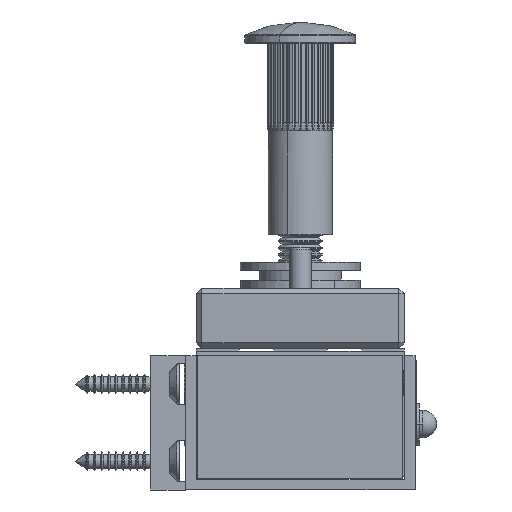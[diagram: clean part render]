
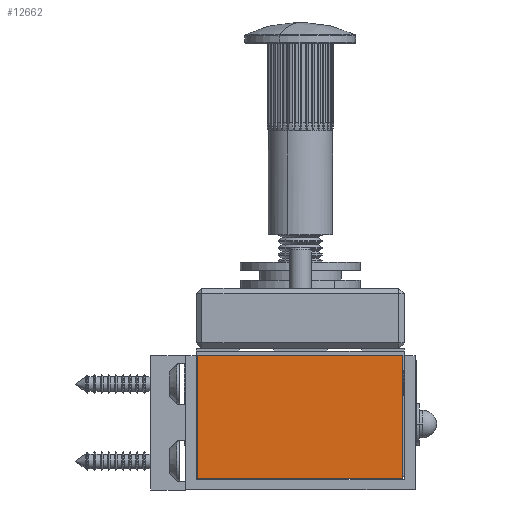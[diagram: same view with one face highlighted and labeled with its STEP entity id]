
A CAD part, left-side view. The second image highlights one B-rep face of the part: STEP entity #12662.
In plain terms, the highlighted planar face has unit normal (-1, 0, 0).
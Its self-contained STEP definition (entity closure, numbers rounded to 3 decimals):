
#3267 = CARTESIAN_POINT ( 'NONE',  ( -142.437, -8.083, -10. ) ) ;
#6759 = DIRECTION ( 'NONE',  ( 0., 0., -1. ) ) ;
#9509 = VERTEX_POINT ( 'NONE', #24147 ) ;
#11725 = LINE ( 'NONE', #3267, #53085 ) ;
#12441 = EDGE_CURVE ( 'NONE', #50154, #21562, #24453, .T. ) ;
#12662 = ADVANCED_FACE ( 'NONE', ( #35481 ), #49475, .T. ) ;
#12703 = DIRECTION ( 'NONE',  ( 0., 1., 0. ) ) ;
#17632 = CARTESIAN_POINT ( 'NONE',  ( -142.437, -8.083, 12.5 ) ) ;
#18503 = ORIENTED_EDGE ( 'NONE', *, *, #34039, .T. ) ;
#19846 = VECTOR ( 'NONE', #53090, 1000. ) ;
#20639 = AXIS2_PLACEMENT_3D ( 'NONE', #48628, #48899, #48346 ) ;
#21562 = VERTEX_POINT ( 'NONE', #26228 ) ;
#21999 = LINE ( 'NONE', #33997, #53401 ) ;
#23101 = ORIENTED_EDGE ( 'NONE', *, *, #36015, .T. ) ;
#24147 = CARTESIAN_POINT ( 'NONE',  ( -142.437, -8.083, -10. ) ) ;
#24453 = LINE ( 'NONE', #28102, #28896 ) ;
#26228 = CARTESIAN_POINT ( 'NONE',  ( -142.437, 29.417, -10. ) ) ;
#27465 = EDGE_CURVE ( 'NONE', #9509, #37578, #52806, .T. ) ;
#28102 = CARTESIAN_POINT ( 'NONE',  ( -142.437, 29.417, 12.5 ) ) ;
#28896 = VECTOR ( 'NONE', #6759, 1000. ) ;
#33788 = CARTESIAN_POINT ( 'NONE',  ( -142.437, 29.417, 12.5 ) ) ;
#33997 = CARTESIAN_POINT ( 'NONE',  ( -142.437, -8.083, 12.5 ) ) ;
#34039 = EDGE_CURVE ( 'NONE', #21562, #9509, #11725, .T. ) ;
#35481 = FACE_OUTER_BOUND ( 'NONE', #37167, .T. ) ;
#36015 = EDGE_CURVE ( 'NONE', #37578, #50154, #21999, .T. ) ;
#37167 = EDGE_LOOP ( 'NONE', ( #23101, #54509, #18503, #47611 ) ) ;
#37578 = VERTEX_POINT ( 'NONE', #17632 ) ;
#46412 = DIRECTION ( 'NONE',  ( 0., -1., 0. ) ) ;
#47611 = ORIENTED_EDGE ( 'NONE', *, *, #27465, .T. ) ;
#48346 = DIRECTION ( 'NONE',  ( 0., 0., -1. ) ) ;
#48628 = CARTESIAN_POINT ( 'NONE',  ( -142.437, 29.417, 12.5 ) ) ;
#48899 = DIRECTION ( 'NONE',  ( -1., 0., 0. ) ) ;
#49157 = CARTESIAN_POINT ( 'NONE',  ( -142.437, -8.083, 12.5 ) ) ;
#49475 = PLANE ( 'NONE',  #20639 ) ;
#50154 = VERTEX_POINT ( 'NONE', #33788 ) ;
#52806 = LINE ( 'NONE', #49157, #19846 ) ;
#53085 = VECTOR ( 'NONE', #46412, 1000. ) ;
#53090 = DIRECTION ( 'NONE',  ( 0., 0., 1. ) ) ;
#53401 = VECTOR ( 'NONE', #12703, 1000. ) ;
#54509 = ORIENTED_EDGE ( 'NONE', *, *, #12441, .T. ) ;
